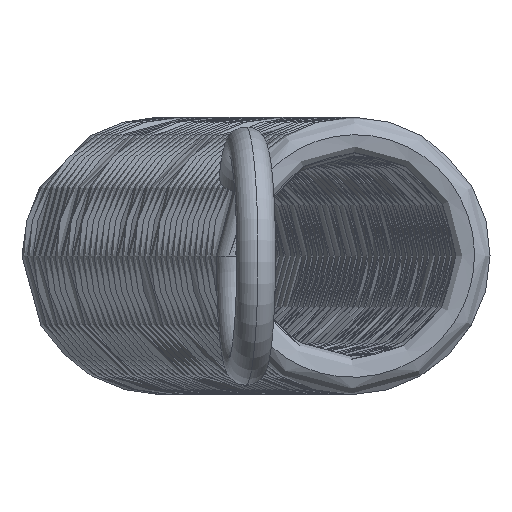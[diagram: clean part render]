
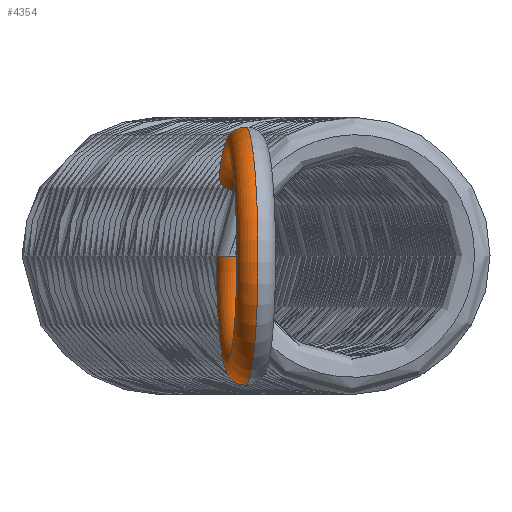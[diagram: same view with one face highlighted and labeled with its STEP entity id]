
A CAD part, left-side view. The second image highlights one B-rep face of the part: STEP entity #4354.
In plain terms, the highlighted toroidal (fillet/blend) face has major radius 1.778 mm and minor radius 0.315 mm.
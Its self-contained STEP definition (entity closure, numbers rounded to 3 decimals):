
#153 = FACE_OUTER_BOUND ( 'NONE', #3732, .T. ) ;
#770 = DIRECTION ( 'NONE',  ( 0.093, -0.996, 0. ) ) ;
#825 = DIRECTION ( 'NONE',  ( 0.093, -0.996, 0. ) ) ;
#841 = CARTESIAN_POINT ( 'NONE',  ( 3.226, 0.302, 0. ) ) ;
#859 = DIRECTION ( 'NONE',  ( -0.704, -0.066, 0.707 ) ) ;
#1239 = ORIENTED_EDGE ( 'NONE', *, *, #6383, .F. ) ;
#1324 = AXIS2_PLACEMENT_3D ( 'NONE', #1821, #770, #6843 ) ;
#1444 = AXIS2_PLACEMENT_3D ( 'NONE', #4906, #3663, #2628 ) ;
#1479 = EDGE_CURVE ( 'NONE', #1816, #3880, #2365, .T. ) ;
#1576 = CARTESIAN_POINT ( 'NONE',  ( 2.799, 0.262, 1.034 ) ) ;
#1816 = VERTEX_POINT ( 'NONE', #1576 ) ;
#1821 = CARTESIAN_POINT ( 'NONE',  ( 1.77, 0.166, 0. ) ) ;
#2007 = DIRECTION ( 'NONE',  ( 0.71, -0.027, 0.704 ) ) ;
#2322 = CARTESIAN_POINT ( 'NONE',  ( 3.225, 0.332, 0. ) ) ;
#2365 = CIRCLE ( 'NONE', #1444, 1.463 ) ;
#2463 = CARTESIAN_POINT ( 'NONE',  ( 3.54, 0.332, 0. ) ) ;
#2628 = DIRECTION ( 'NONE',  ( 0.996, 0.093, 0. ) ) ;
#2938 = ORIENTED_EDGE ( 'NONE', *, *, #6296, .F. ) ;
#2941 = CIRCLE ( 'NONE', #5834, 0.315 ) ;
#3342 = VERTEX_POINT ( 'NONE', #2322 ) ;
#3411 = VERTEX_POINT ( 'NONE', #5730 ) ;
#3512 = CIRCLE ( 'NONE', #3860, 0.315 ) ;
#3663 = DIRECTION ( 'NONE',  ( 0.093, -0.996, 0. ) ) ;
#3732 = EDGE_LOOP ( 'NONE', ( #1239, #6129, #5691, #2938, #6487 ) ) ;
#3743 = AXIS2_PLACEMENT_3D ( 'NONE', #4182, #4765, #4109 ) ;
#3860 = AXIS2_PLACEMENT_3D ( 'NONE', #2463, #5662, #5188 ) ;
#3880 = VERTEX_POINT ( 'NONE', #841 ) ;
#3977 = TOROIDAL_SURFACE ( 'NONE', #1324, 1.778, 0.315 ) ;
#4088 = CIRCLE ( 'NONE', #6407, 2.093 ) ;
#4109 = DIRECTION ( 'NONE',  ( 1., 0., 0. ) ) ;
#4182 = CARTESIAN_POINT ( 'NONE',  ( 3.54, 0.332, 0. ) ) ;
#4354 = ADVANCED_FACE ( 'NONE', ( #153 ), #3977, .T. ) ;
#4575 = EDGE_CURVE ( 'NONE', #3411, #3342, #3512, .T. ) ;
#4765 = DIRECTION ( 'NONE',  ( 0., 0., 1. ) ) ;
#4906 = CARTESIAN_POINT ( 'NONE',  ( 1.77, 0.166, 0. ) ) ;
#5028 = CIRCLE ( 'NONE', #3743, 0.315 ) ;
#5149 = VERTEX_POINT ( 'NONE', #5853 ) ;
#5188 = DIRECTION ( 'NONE',  ( 1., 0., 0. ) ) ;
#5559 = EDGE_CURVE ( 'NONE', #5149, #1816, #2941, .T. ) ;
#5662 = DIRECTION ( 'NONE',  ( 0., 0., 1. ) ) ;
#5691 = ORIENTED_EDGE ( 'NONE', *, *, #1479, .T. ) ;
#5730 = CARTESIAN_POINT ( 'NONE',  ( 3.853, 0.361, 0. ) ) ;
#5819 = CARTESIAN_POINT ( 'NONE',  ( 3.021, 0.283, 1.257 ) ) ;
#5834 = AXIS2_PLACEMENT_3D ( 'NONE', #5819, #859, #2007 ) ;
#5853 = CARTESIAN_POINT ( 'NONE',  ( 3.243, 0.304, 1.48 ) ) ;
#6129 = ORIENTED_EDGE ( 'NONE', *, *, #5559, .T. ) ;
#6296 = EDGE_CURVE ( 'NONE', #3342, #3880, #5028, .T. ) ;
#6383 = EDGE_CURVE ( 'NONE', #5149, #3411, #4088, .T. ) ;
#6391 = CARTESIAN_POINT ( 'NONE',  ( 1.77, 0.166, 0. ) ) ;
#6407 = AXIS2_PLACEMENT_3D ( 'NONE', #6391, #825, #6863 ) ;
#6487 = ORIENTED_EDGE ( 'NONE', *, *, #4575, .F. ) ;
#6843 = DIRECTION ( 'NONE',  ( 0.996, 0.093, 0. ) ) ;
#6863 = DIRECTION ( 'NONE',  ( 0.996, 0.093, 0. ) ) ;
